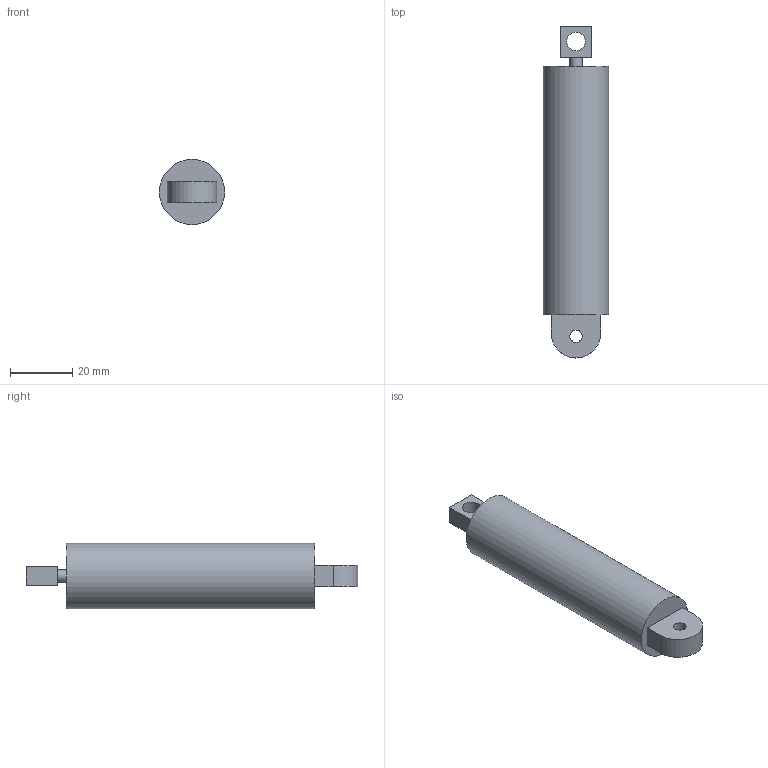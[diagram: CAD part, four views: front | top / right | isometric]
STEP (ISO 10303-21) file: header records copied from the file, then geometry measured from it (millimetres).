
FILE_DESCRIPTION(('FreeCAD Model'),'2;1');
FILE_NAME('Open CASCADE Shape Model','2022-04-05T18:04:01',('Author'),( ''),'Open CASCADE STEP processor 7.5','FreeCAD','Unknown');
FILE_SCHEMA(('AUTOMOTIVE_DESIGN { 1 0 10303 214 1 1 1 1 }'));
Length unit declared in the file: millimetre
Products named in the file (1): 0H1650A
Bounding box: 21 x 107 x 21 mm (x, y, z)
Volume: 29464.7 mm3; surface area: 7083.5 mm2
Topology: 1 solids, 1 shells, 17 faces, 36 edges, 24 vertices
Faces by surface type: plane 12, cylinder 5
Full cylindrical faces by diameter (mm): 4 x2, 6 x1, 21 x1
Entity records: 976 total; most frequent: CARTESIAN_POINT 186, DIRECTION 148, LINE 88, VECTOR 88, ORIENTED_EDGE 72, PCURVE 72, DEFINITIONAL_REPRESENTATION 72, EDGE_CURVE 36
